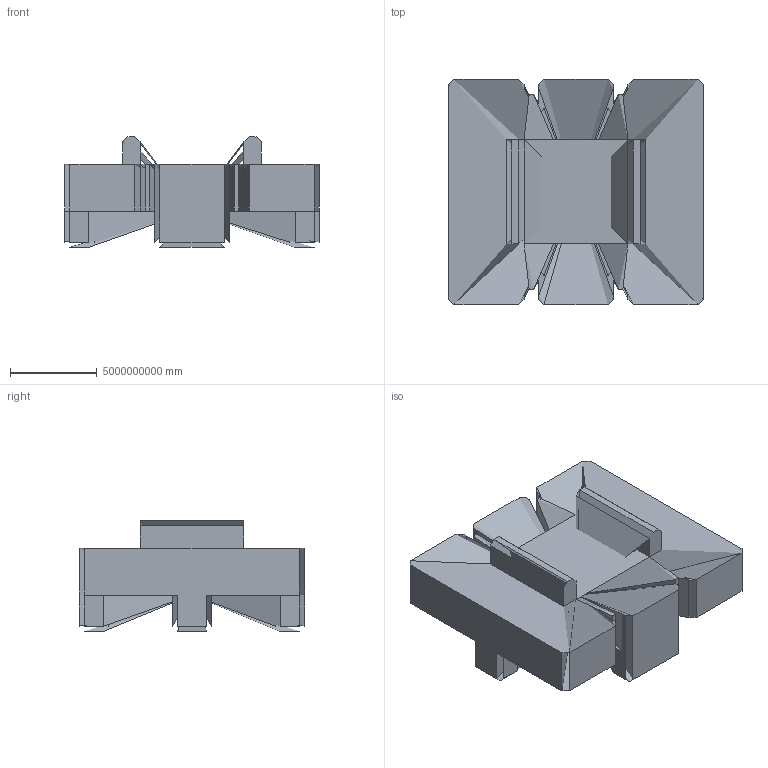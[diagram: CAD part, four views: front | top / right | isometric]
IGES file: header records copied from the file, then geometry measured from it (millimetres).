
Start section: C
Global section: file name: 744822xxx_S.igs; native system: By Siemens PLM Incorporated; preprocessor: XPlus GENERIC/IGES 17.0.49; author: Author; organization: Title; date: 20151111.133711; units: millimetre
Bounding box: 14700000000 x 13000000000 x 6400000000 mm (x, y, z)
Volume: 576440163.1 mm3; surface area: 1382 mm2
Topology: 27 solids, 189 shells, 423 faces, 732 edges, 464 vertices
Faces by surface type: bspline 423
